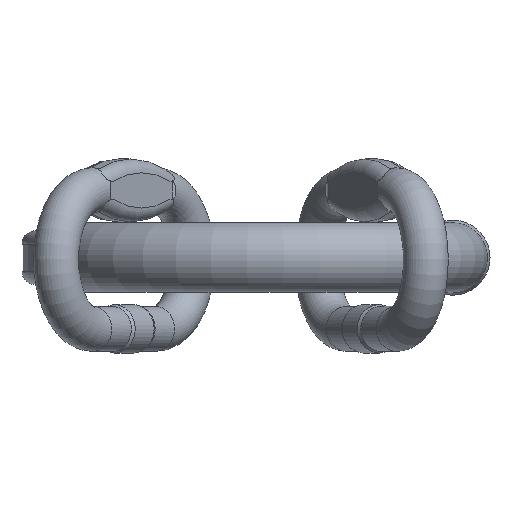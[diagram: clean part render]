
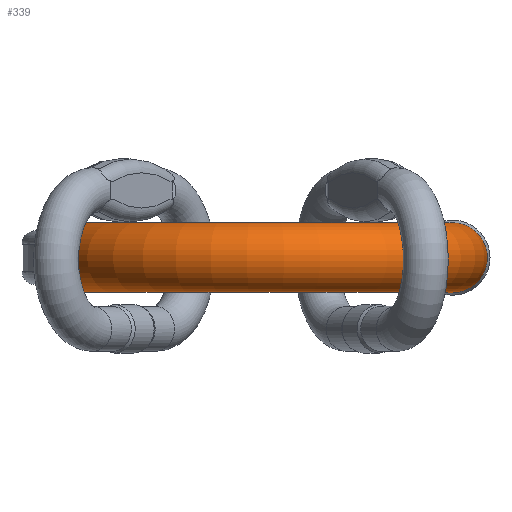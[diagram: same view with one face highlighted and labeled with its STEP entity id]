
A CAD part, front view. The second image highlights one B-rep face of the part: STEP entity #339.
In plain terms, the highlighted toroidal (fillet/blend) face has major radius 153 mm and minor radius 28 mm.
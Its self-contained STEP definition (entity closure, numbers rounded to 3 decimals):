
#317=TOROIDAL_SURFACE('',#2210,153.,28.);
#339=ADVANCED_FACE('',(#632,#633),#317,.T.);
#522=CIRCLE('',#2197,28.);
#524=CIRCLE('',#2203,28.);
#632=FACE_BOUND('',#678,.T.);
#633=FACE_BOUND('',#679,.T.);
#678=EDGE_LOOP('',(#866));
#679=EDGE_LOOP('',(#867));
#866=ORIENTED_EDGE('',*,*,#1720,.F.);
#867=ORIENTED_EDGE('',*,*,#1706,.T.);
#1494=VERTEX_POINT('',#2942);
#1508=VERTEX_POINT('',#3042);
#1706=EDGE_CURVE('',#1494,#1494,#522,.T.);
#1720=EDGE_CURVE('',#1508,#1508,#524,.T.);
#2197=AXIS2_PLACEMENT_3D('',#2941,#2404,#2405);
#2203=AXIS2_PLACEMENT_3D('',#3041,#2416,#2417);
#2210=AXIS2_PLACEMENT_3D('',#3052,#2430,#2431);
#2404=DIRECTION('',(0.,-1.,0.));
#2405=DIRECTION('',(1.,0.,0.));
#2416=DIRECTION('',(0.,1.,0.));
#2417=DIRECTION('',(-1.,0.,0.));
#2430=DIRECTION('',(0.,0.,-1.));
#2431=DIRECTION('',(-1.,0.,0.));
#2941=CARTESIAN_POINT('',(-153.,-105.,0.));
#2942=CARTESIAN_POINT('',(-125.,-105.,0.));
#3041=CARTESIAN_POINT('',(153.,-105.,0.));
#3042=CARTESIAN_POINT('',(125.,-105.,0.));
#3052=CARTESIAN_POINT('',(0.,-105.,0.));
